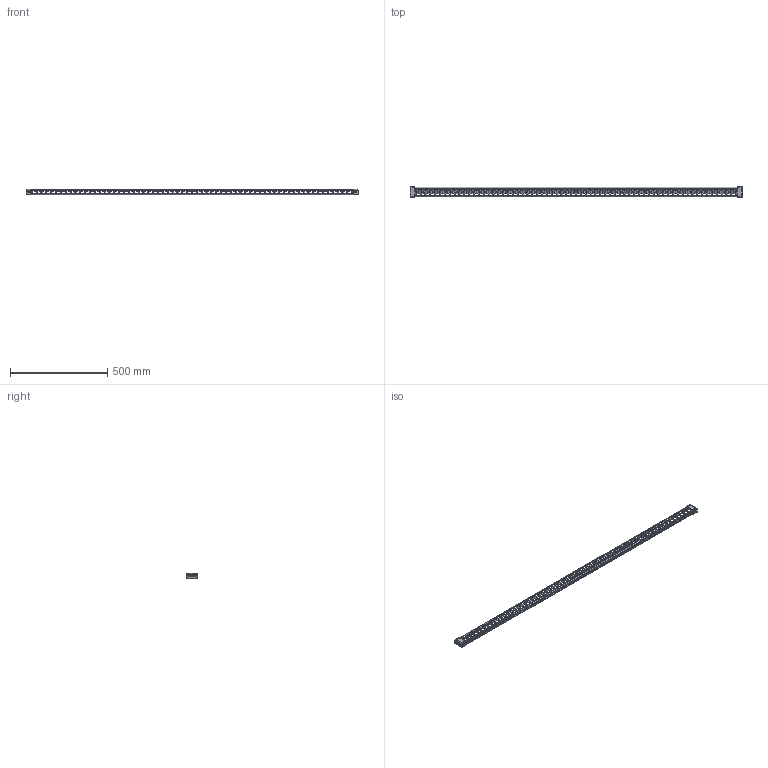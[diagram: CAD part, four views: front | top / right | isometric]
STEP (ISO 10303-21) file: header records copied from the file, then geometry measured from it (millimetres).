
FILE_DESCRIPTION(/* description */ (''),/* implementation_level */ '2;1');
FILE_NAME(/* name */ 'PMI1800.stp',/* time_stamp */ '2017-09-28T10:31:21+02:00',/* author */ (''),/* organization */ (''),/* preprocessor_version */ 'ST-DEVELOPER v15',/* originating_system */ 'SIEMENS PLM Software NX 9.0',/* authorisation */ '');
FILE_SCHEMA (('CONFIG_CONTROL_DESIGN'));
Length unit declared in the file: millimetre
Products named in the file (2): H60927_stp; PMI1800_stp
Assembly tree (2 placements, depth 2):
  PMI1800_stp
    H60927_stp  x2
Bounding box: 1710 x 53.5 x 26 mm (x, y, z)
Volume: 174609.7 mm3; surface area: 310454.3 mm2
Topology: 3 solids, 3 shells, 1591 faces, 4782 edges, 3197 vertices
Faces by surface type: plane 1150, cylinder 441
Full cylindrical faces by diameter (mm): 4.65 x407, 6.5 x6
Entity records: 52574 total; most frequent: CARTESIAN_POINT 8821, ORIENTED_EDGE 8404, DIRECTION 8164, EDGE_CURVE 4202, LINE 3342, VECTOR 3342, EDGE_LOOP 3318, VERTEX_POINT 3068
